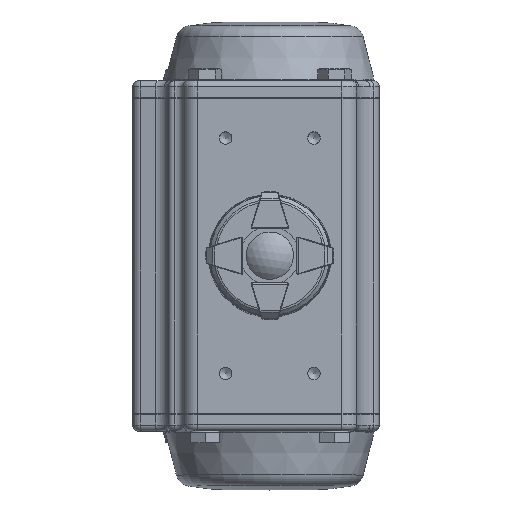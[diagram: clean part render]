
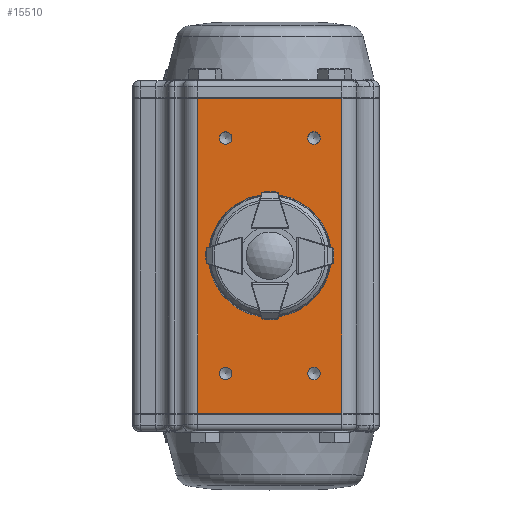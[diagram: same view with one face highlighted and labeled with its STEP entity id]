
A CAD part, top view. The second image highlights one B-rep face of the part: STEP entity #15510.
In plain terms, the highlighted face is planar.
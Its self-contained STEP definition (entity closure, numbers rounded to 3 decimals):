
#696=PLANE('',#16749);
#1298=CIRCLE('',#16608,2.1);
#1300=CIRCLE('',#16612,2.1);
#1302=CIRCLE('',#16616,2.1);
#1304=CIRCLE('',#16620,2.1);
#1306=CIRCLE('',#16623,12.45);
#3587=ORIENTED_EDGE('',*,*,#6633,.F.);
#3588=ORIENTED_EDGE('',*,*,#6728,.F.);
#3589=ORIENTED_EDGE('',*,*,#6695,.T.);
#3590=ORIENTED_EDGE('',*,*,#6729,.T.);
#3591=ORIENTED_EDGE('',*,*,#6590,.T.);
#3592=ORIENTED_EDGE('',*,*,#6588,.F.);
#3593=ORIENTED_EDGE('',*,*,#6586,.F.);
#3594=ORIENTED_EDGE('',*,*,#6584,.F.);
#3595=ORIENTED_EDGE('',*,*,#6582,.F.);
#6582=EDGE_CURVE('',#8385,#8385,#1298,.T.);
#6584=EDGE_CURVE('',#8388,#8388,#1300,.T.);
#6586=EDGE_CURVE('',#8391,#8391,#1302,.T.);
#6588=EDGE_CURVE('',#8394,#8394,#1304,.T.);
#6590=EDGE_CURVE('',#8396,#8396,#1306,.T.);
#6633=EDGE_CURVE('',#8428,#8429,#9596,.T.);
#6695=EDGE_CURVE('',#8491,#8490,#9622,.T.);
#6728=EDGE_CURVE('',#8491,#8428,#9638,.T.);
#6729=EDGE_CURVE('',#8490,#8429,#9639,.T.);
#8385=VERTEX_POINT('',#24216);
#8388=VERTEX_POINT('',#24223);
#8391=VERTEX_POINT('',#24230);
#8394=VERTEX_POINT('',#24237);
#8396=VERTEX_POINT('',#24242);
#8428=VERTEX_POINT('',#24328);
#8429=VERTEX_POINT('',#24330);
#8490=VERTEX_POINT('',#24453);
#8491=VERTEX_POINT('',#24455);
#9596=LINE('',#24329,#10579);
#9622=LINE('',#24454,#10605);
#9638=LINE('',#24519,#10621);
#9639=LINE('',#24521,#10622);
#10579=VECTOR('',#19265,1000.);
#10605=VECTOR('',#19365,1000.);
#10621=VECTOR('',#19423,1000.);
#10622=VECTOR('',#19426,1000.);
#11606=EDGE_LOOP('',(#3587,#3588,#3589,#3590));
#11607=EDGE_LOOP('',(#3591));
#11608=EDGE_LOOP('',(#3592));
#11609=EDGE_LOOP('',(#3593));
#11610=EDGE_LOOP('',(#3594));
#11611=EDGE_LOOP('',(#3595));
#12708=FACE_BOUND('',#11606,.T.);
#12709=FACE_BOUND('',#11607,.T.);
#12710=FACE_BOUND('',#11608,.T.);
#12711=FACE_BOUND('',#11609,.T.);
#12712=FACE_BOUND('',#11610,.T.);
#12713=FACE_BOUND('',#11611,.T.);
#15510=ADVANCED_FACE('',(#12708,#12709,#12710,#12711,#12712,#12713),#696,
 .T.);
#16608=AXIS2_PLACEMENT_3D('',#24215,#19150,#19151);
#16612=AXIS2_PLACEMENT_3D('',#24222,#19158,#19159);
#16616=AXIS2_PLACEMENT_3D('',#24229,#19166,#19167);
#16620=AXIS2_PLACEMENT_3D('',#24236,#19174,#19175);
#16623=AXIS2_PLACEMENT_3D('',#24241,#19180,#19181);
#16749=AXIS2_PLACEMENT_3D('',#24657,#19567,#19568);
#19150=DIRECTION('',(0.,1.,0.));
#19151=DIRECTION('',(0.,0.,1.));
#19158=DIRECTION('',(0.,1.,0.));
#19159=DIRECTION('',(0.,0.,1.));
#19166=DIRECTION('',(0.,1.,0.));
#19167=DIRECTION('',(0.,0.,1.));
#19174=DIRECTION('',(0.,1.,0.));
#19175=DIRECTION('',(0.,0.,1.));
#19180=DIRECTION('',(0.,-1.,0.));
#19181=DIRECTION('',(0.,0.,1.));
#19265=DIRECTION('',(1.,0.,0.));
#19365=DIRECTION('',(1.,0.,0.));
#19423=DIRECTION('',(0.,0.,-1.));
#19426=DIRECTION('',(0.,0.,-1.));
#19567=DIRECTION('',(0.,1.,0.));
#19568=DIRECTION('',(1.,0.,0.));
#24215=CARTESIAN_POINT('',(-15.,42.35,40.));
#24216=CARTESIAN_POINT('',(-15.,42.35,42.1));
#24222=CARTESIAN_POINT('',(15.,42.35,40.));
#24223=CARTESIAN_POINT('',(15.,42.35,42.1));
#24229=CARTESIAN_POINT('',(15.,42.35,-40.));
#24230=CARTESIAN_POINT('',(15.,42.35,-37.9));
#24236=CARTESIAN_POINT('',(-15.,42.35,-40.));
#24237=CARTESIAN_POINT('',(-15.,42.35,-37.9));
#24241=CARTESIAN_POINT('',(0.,42.35,0.));
#24242=CARTESIAN_POINT('',(0.,42.35,12.45));
#24328=CARTESIAN_POINT('',(-24.5,42.35,-53.5));
#24329=CARTESIAN_POINT('',(-24.5,42.35,-53.5));
#24330=CARTESIAN_POINT('',(24.5,42.35,-53.5));
#24453=CARTESIAN_POINT('',(24.5,42.35,53.5));
#24454=CARTESIAN_POINT('',(-24.5,42.35,53.5));
#24455=CARTESIAN_POINT('',(-24.5,42.35,53.5));
#24519=CARTESIAN_POINT('',(-24.5,42.35,53.5));
#24521=CARTESIAN_POINT('',(24.5,42.35,53.5));
#24657=CARTESIAN_POINT('',(-24.5,42.35,53.5));
